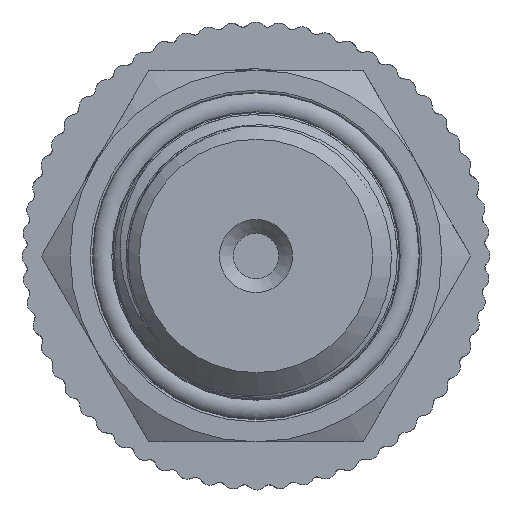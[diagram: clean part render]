
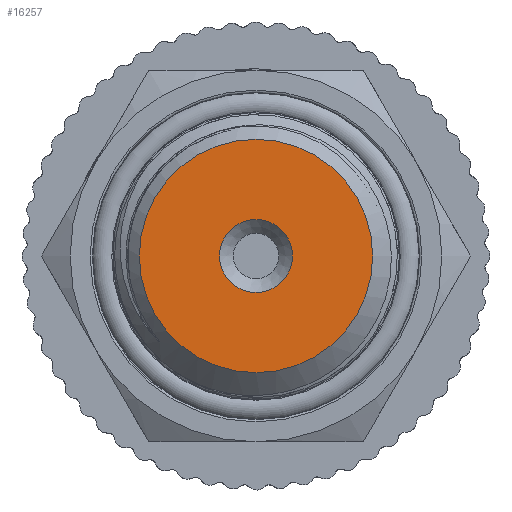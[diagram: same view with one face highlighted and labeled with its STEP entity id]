
A CAD part, left-side view. The second image highlights one B-rep face of the part: STEP entity #16257.
In plain terms, the highlighted planar face has unit normal (-1, 0, 0).
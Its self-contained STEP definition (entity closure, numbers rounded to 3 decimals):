
#651=PLANE('',#17140);
#922=FACE_BOUND('',#2224,.T.);
#1284=FACE_OUTER_BOUND('',#2223,.T.);
#2223=EDGE_LOOP('',(#12533));
#2224=EDGE_LOOP('',(#12534));
#2941=CIRCLE('',#17103,8.478);
#2959=CIRCLE('',#17139,2.65);
#7094=VERTEX_POINT('',#32041);
#7113=VERTEX_POINT('',#34980);
#9065=EDGE_CURVE('',#7094,#7094,#2941,.T.);
#9103=EDGE_CURVE('',#7113,#7113,#2959,.T.);
#12533=ORIENTED_EDGE('',*,*,#9065,.T.);
#12534=ORIENTED_EDGE('',*,*,#9103,.T.);
#16257=ADVANCED_FACE('',(#1284,#922),#651,.T.);
#17103=AXIS2_PLACEMENT_3D('',#32043,#18486,#18487);
#17139=AXIS2_PLACEMENT_3D('',#34982,#18565,#18566);
#17140=AXIS2_PLACEMENT_3D('',#34983,#18567,#18568);
#18486=DIRECTION('center_axis',(-1.,0.,0.));
#18487=DIRECTION('ref_axis',(0.,1.,0.));
#18565=DIRECTION('center_axis',(1.,0.,0.));
#18566=DIRECTION('ref_axis',(0.,0.,-1.));
#18567=DIRECTION('center_axis',(-1.,0.,0.));
#18568=DIRECTION('ref_axis',(0.,0.,1.));
#32041=CARTESIAN_POINT('',(-61.,-8.478,0.));
#32043=CARTESIAN_POINT('Origin',(-61.,0.,0.));
#34980=CARTESIAN_POINT('',(-61.,-2.65,0.));
#34982=CARTESIAN_POINT('Origin',(-61.,0.,0.));
#34983=CARTESIAN_POINT('Origin',(-61.,10.478,0.));
